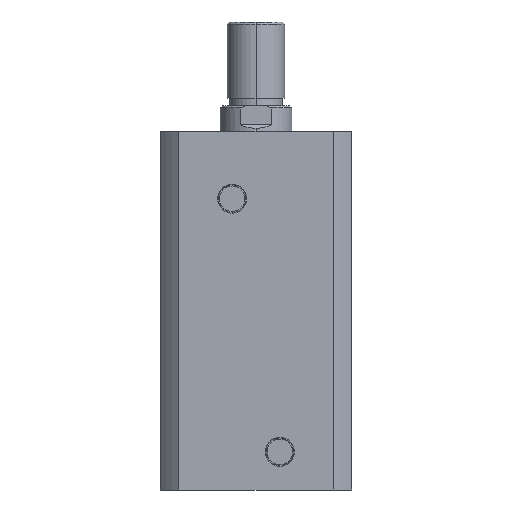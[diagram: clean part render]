
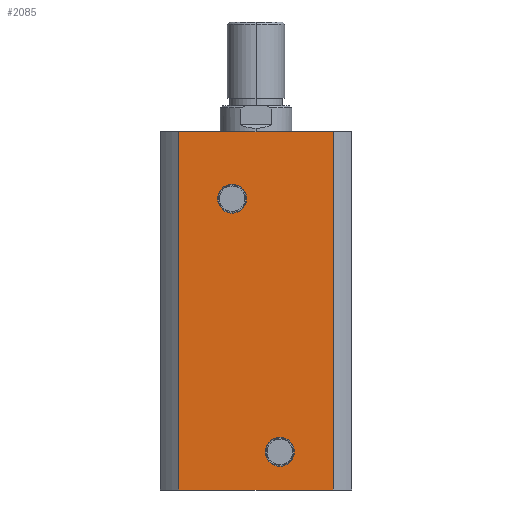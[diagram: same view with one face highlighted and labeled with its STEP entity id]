
A CAD part, left-side view. The second image highlights one B-rep face of the part: STEP entity #2085.
In plain terms, the highlighted planar face has unit normal (-1, 0, 0).
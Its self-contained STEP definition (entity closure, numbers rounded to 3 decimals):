
#65 = VERTEX_POINT ( 'NONE', #2116 ) ;
#166 = EDGE_LOOP ( 'NONE', ( #2898, #2899 ) ) ;
#169 = EDGE_LOOP ( 'NONE', ( #2905, #2903 ) ) ;
#170 = EDGE_LOOP ( 'NONE', ( #2902, #2901, #2900, #2910 ) ) ;
#287 = CARTESIAN_POINT ( 'NONE',  ( -40., -32.438, 0. ) ) ;
#291 = CARTESIAN_POINT ( 'NONE',  ( -40., 10., 115.94 ) ) ;
#303 = CARTESIAN_POINT ( 'NONE',  ( -40., -10., 22.06 ) ) ;
#541 = DIRECTION ( 'NONE',  ( 1., 0., 0. ) ) ;
#546 = CARTESIAN_POINT ( 'NONE',  ( -40., 0., 150. ) ) ;
#548 = PLANE ( 'NONE',  #1694 ) ;
#550 = DIRECTION ( 'NONE',  ( 0., 1., 0. ) ) ;
#565 = CARTESIAN_POINT ( 'NONE',  ( -40., 10., 128.06 ) ) ;
#572 = CARTESIAN_POINT ( 'NONE',  ( -40., -10., 9.94 ) ) ;
#592 = CARTESIAN_POINT ( 'NONE',  ( -40., 32.438, 150. ) ) ;
#619 = CARTESIAN_POINT ( 'NONE',  ( -40., -32.438, 150. ) ) ;
#858 = CARTESIAN_POINT ( 'NONE',  ( -40., -10., 16. ) ) ;
#859 = DIRECTION ( 'NONE',  ( -1., 0., 0. ) ) ;
#860 = DIRECTION ( 'NONE',  ( 0., 0., 1. ) ) ;
#878 = CARTESIAN_POINT ( 'NONE',  ( -40., 10., 122. ) ) ;
#879 = DIRECTION ( 'NONE',  ( -1., 0., 0. ) ) ;
#880 = DIRECTION ( 'NONE',  ( 0., 0., 1. ) ) ;
#1088 = FACE_OUTER_BOUND ( 'NONE', #170, .T. ) ;
#1102 = FACE_BOUND ( 'NONE', #166, .T. ) ;
#1105 = FACE_BOUND ( 'NONE', #169, .T. ) ;
#1188 = CIRCLE ( 'NONE', #1736, 6.06 ) ;
#1200 = CIRCLE ( 'NONE', #1740, 6.06 ) ;
#1494 = CARTESIAN_POINT ( 'NONE',  ( -40., 0., 150. ) ) ;
#1498 = DIRECTION ( 'NONE',  ( 0., -1., 0. ) ) ;
#1499 = CARTESIAN_POINT ( 'NONE',  ( -40., 10., 122. ) ) ;
#1500 = DIRECTION ( 'NONE',  ( -1., 0., 0. ) ) ;
#1501 = DIRECTION ( 'NONE',  ( 0., 0., 1. ) ) ;
#1503 = DIRECTION ( 'NONE',  ( 0., 0., -1. ) ) ;
#1504 = DIRECTION ( 'NONE',  ( 0., -1., 0. ) ) ;
#1505 = CARTESIAN_POINT ( 'NONE',  ( -40., -32.438, 150. ) ) ;
#1507 = DIRECTION ( 'NONE',  ( -1., 0., 0. ) ) ;
#1508 = CARTESIAN_POINT ( 'NONE',  ( -40., -10., 16. ) ) ;
#1510 = DIRECTION ( 'NONE',  ( 0., 0., 1. ) ) ;
#1513 = CARTESIAN_POINT ( 'NONE',  ( -40., 0., 0. ) ) ;
#1694 = AXIS2_PLACEMENT_3D ( 'NONE', #546, #541, #550 ) ;
#1736 = AXIS2_PLACEMENT_3D ( 'NONE', #858, #859, #860 ) ;
#1740 = AXIS2_PLACEMENT_3D ( 'NONE', #878, #879, #880 ) ;
#1851 = EDGE_CURVE ( 'NONE', #2196, #65, #2105, .T. ) ;
#1853 = EDGE_CURVE ( 'NONE', #3732, #2176, #2104, .T. ) ;
#1854 = EDGE_CURVE ( 'NONE', #2171, #3720, #1964, .T. ) ;
#1855 = EDGE_CURVE ( 'NONE', #65, #3716, #2098, .T. ) ;
#1856 = EDGE_CURVE ( 'NONE', #2223, #3716, #2100, .T. ) ;
#1857 = EDGE_CURVE ( 'NONE', #2196, #2223, #2099, .T. ) ;
#1964 = CIRCLE ( 'NONE', #3456, 6.06 ) ;
#2085 = ADVANCED_FACE ( 'NONE', ( #1102, #1105, #1088 ), #548, .F. ) ;
#2095 = VECTOR ( 'NONE', #1498, 1000. ) ;
#2097 = VECTOR ( 'NONE', #1503, 1000. ) ;
#2098 = LINE ( 'NONE', #1513, #2101 ) ;
#2099 = LINE ( 'NONE', #1494, #2095 ) ;
#2100 = LINE ( 'NONE', #1505, #2097 ) ;
#2101 = VECTOR ( 'NONE', #1504, 1000. ) ;
#2104 = CIRCLE ( 'NONE', #3457, 6.06 ) ;
#2105 = LINE ( 'NONE', #2113, #2106 ) ;
#2106 = VECTOR ( 'NONE', #2111, 1000. ) ;
#2111 = DIRECTION ( 'NONE',  ( 0., 0., -1. ) ) ;
#2113 = CARTESIAN_POINT ( 'NONE',  ( -40., 32.438, 150. ) ) ;
#2116 = CARTESIAN_POINT ( 'NONE',  ( -40., 32.438, 0. ) ) ;
#2171 = VERTEX_POINT ( 'NONE', #565 ) ;
#2176 = VERTEX_POINT ( 'NONE', #572 ) ;
#2196 = VERTEX_POINT ( 'NONE', #592 ) ;
#2223 = VERTEX_POINT ( 'NONE', #619 ) ;
#2898 = ORIENTED_EDGE ( 'NONE', *, *, #1853, .F. ) ;
#2899 = ORIENTED_EDGE ( 'NONE', *, *, #3529, .F. ) ;
#2900 = ORIENTED_EDGE ( 'NONE', *, *, #1857, .F. ) ;
#2901 = ORIENTED_EDGE ( 'NONE', *, *, #1856, .F. ) ;
#2902 = ORIENTED_EDGE ( 'NONE', *, *, #1855, .T. ) ;
#2903 = ORIENTED_EDGE ( 'NONE', *, *, #3537, .F. ) ;
#2905 = ORIENTED_EDGE ( 'NONE', *, *, #1854, .F. ) ;
#2910 = ORIENTED_EDGE ( 'NONE', *, *, #1851, .T. ) ;
#3456 = AXIS2_PLACEMENT_3D ( 'NONE', #1499, #1500, #1501 ) ;
#3457 = AXIS2_PLACEMENT_3D ( 'NONE', #1508, #1507, #1510 ) ;
#3529 = EDGE_CURVE ( 'NONE', #2176, #3732, #1188, .T. ) ;
#3537 = EDGE_CURVE ( 'NONE', #3720, #2171, #1200, .T. ) ;
#3716 = VERTEX_POINT ( 'NONE', #287 ) ;
#3720 = VERTEX_POINT ( 'NONE', #291 ) ;
#3732 = VERTEX_POINT ( 'NONE', #303 ) ;
